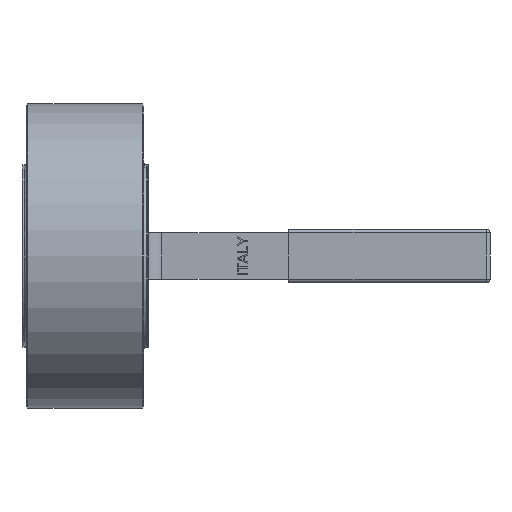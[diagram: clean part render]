
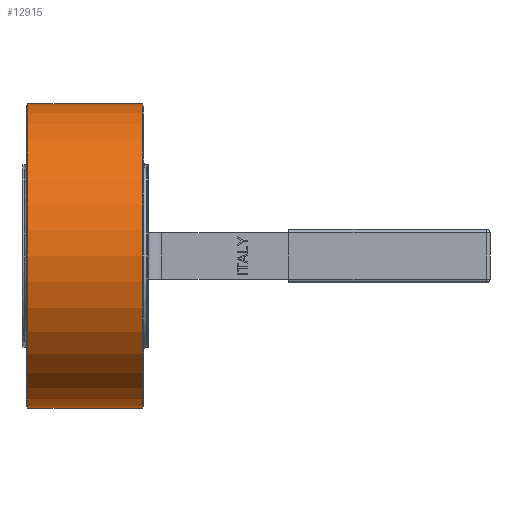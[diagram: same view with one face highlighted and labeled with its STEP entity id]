
A CAD part, front view. The second image highlights one B-rep face of the part: STEP entity #12915.
In plain terms, the highlighted cylindrical face has radius 65 mm (diameter 130 mm), a partial arc.
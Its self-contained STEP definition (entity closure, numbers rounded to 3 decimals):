
#174 = CARTESIAN_POINT ( 'NONE',  ( 25.5, 0., 65. ) ) ;
#175 = DIRECTION ( 'NONE',  ( 0., 0., 1. ) ) ;
#176 = DIRECTION ( 'NONE',  ( -1., 0., 0. ) ) ;
#177 = CARTESIAN_POINT ( 'NONE',  ( 25.5, 0., 0. ) ) ;
#178 = AXIS2_PLACEMENT_3D ( 'NONE', #177, #176, #175 ) ;
#179 = CIRCLE ( 'NONE', #178, 65. ) ;
#262 = LINE ( 'NONE', #310, #309 ) ;
#264 = CARTESIAN_POINT ( 'NONE',  ( 25.5, 0., -65. ) ) ;
#308 = DIRECTION ( 'NONE',  ( -1., 0., 0. ) ) ;
#309 = VECTOR ( 'NONE', #308, 1000. ) ;
#310 = CARTESIAN_POINT ( 'NONE',  ( 25.5, 0., -65. ) ) ;
#11577 = DIRECTION ( 'NONE',  ( -1., 0., 0. ) ) ;
#11582 = CARTESIAN_POINT ( 'NONE',  ( -23.5, 0., -65. ) ) ;
#11583 = FACE_OUTER_BOUND ( 'NONE', #12929, .T. ) ;
#11593 = DIRECTION ( 'NONE',  ( 0., 0., 1. ) ) ;
#11595 = AXIS2_PLACEMENT_3D ( 'NONE', #11607, #11577, #11593 ) ;
#11597 = CYLINDRICAL_SURFACE ( 'NONE', #11595, 65. ) ;
#11607 = CARTESIAN_POINT ( 'NONE',  ( 25.5, 0., 0. ) ) ;
#11657 = CIRCLE ( 'NONE', #11683, 65. ) ;
#11658 = CARTESIAN_POINT ( 'NONE',  ( -23.5, 0., 65. ) ) ;
#11659 = DIRECTION ( 'NONE',  ( -1., 0., 0. ) ) ;
#11660 = VECTOR ( 'NONE', #11659, 1000. ) ;
#11661 = CARTESIAN_POINT ( 'NONE',  ( 25.5, 0., 65. ) ) ;
#11662 = LINE ( 'NONE', #11661, #11660 ) ;
#11680 = DIRECTION ( 'NONE',  ( 0., 0., 1. ) ) ;
#11681 = DIRECTION ( 'NONE',  ( 1., 0., 0. ) ) ;
#11682 = CARTESIAN_POINT ( 'NONE',  ( -23.5, 0., 0. ) ) ;
#11683 = AXIS2_PLACEMENT_3D ( 'NONE', #11682, #11681, #11680 ) ;
#12772 = VERTEX_POINT ( 'NONE', #264 ) ;
#12774 = EDGE_CURVE ( 'NONE', #12772, #12919, #262, .T. ) ;
#12805 = ORIENTED_EDGE ( 'NONE', *, *, #12806, .T. ) ;
#12806 = EDGE_CURVE ( 'NONE', #12772, #12807, #179, .T. ) ;
#12807 = VERTEX_POINT ( 'NONE', #174 ) ;
#12915 = ADVANCED_FACE ( 'NONE', ( #11583 ), #11597, .T. ) ;
#12916 = ORIENTED_EDGE ( 'NONE', *, *, #12774, .F. ) ;
#12919 = VERTEX_POINT ( 'NONE', #11582 ) ;
#12929 = EDGE_LOOP ( 'NONE', ( #12916, #12805, #12935, #12938 ) ) ;
#12935 = ORIENTED_EDGE ( 'NONE', *, *, #12936, .T. ) ;
#12936 = EDGE_CURVE ( 'NONE', #12807, #12937, #11662, .T. ) ;
#12937 = VERTEX_POINT ( 'NONE', #11658 ) ;
#12938 = ORIENTED_EDGE ( 'NONE', *, *, #12939, .T. ) ;
#12939 = EDGE_CURVE ( 'NONE', #12937, #12919, #11657, .T. ) ;
